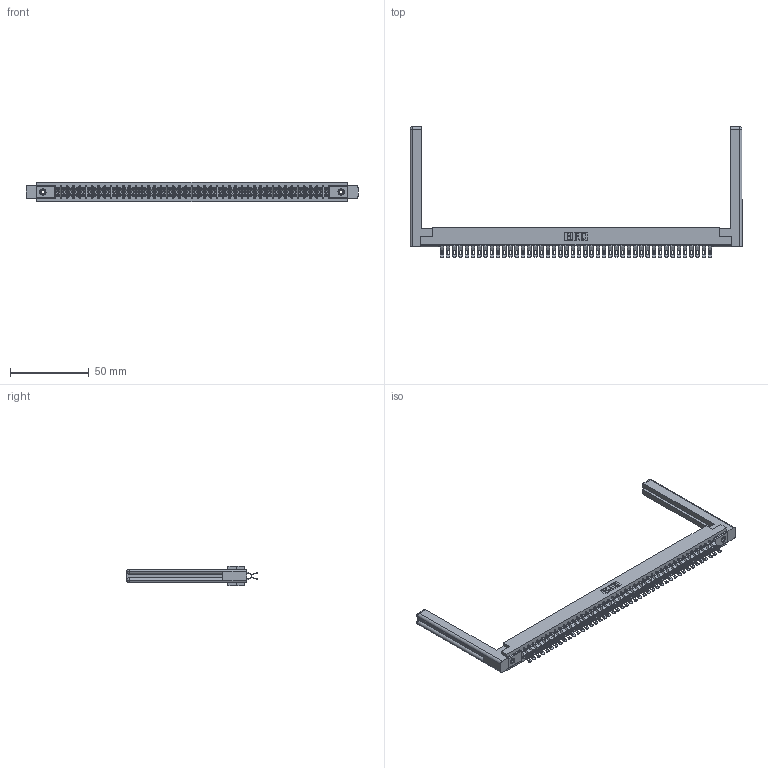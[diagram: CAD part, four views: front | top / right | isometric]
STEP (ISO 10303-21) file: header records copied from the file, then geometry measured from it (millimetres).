
FILE_DESCRIPTION (( 'STEP AP203' ), '1' );
FILE_NAME ('357-088-455-258.STEP', '2020-10-04T04:25:30', ( '' ), ( '' ), 'SwSTEP 2.0', 'SolidWorks 2020', '' );
FILE_SCHEMA (( 'CONFIG_CONTROL_DESIGN' ));
Length unit declared in the file: inch
Products named in the file (5): 307-290-001_555; 345-250-001_345-250-001-102; 307-220-058; 357-088-455-258; 307 Part_.156 Dia Mounting Holes
Assembly tree (93 placements, depth 2):
  357-088-455-258
    307 Part_.156 Dia Mounting Holes
    307-290-001_555  x88
    307-220-058  x2
    345-250-001_345-250-001-102  x2
Bounding box: 210.97 x 83.06 x 12.7 mm (x, y, z)
Volume: 29840.2 mm3; surface area: 34177 mm2
Topology: 93 solids, 93 shells, 5673 faces, 16605 edges, 10818 vertices
Faces by surface type: plane 3146, cylinder 2413, sphere 90, torus 12, cone 12
Entity records: 42052 total; most frequent: CARTESIAN_POINT 6903, ORIENTED_EDGE 6786, DIRECTION 6725, EDGE_CURVE 3393, LINE 2589, VECTOR 2589, VERTEX_POINT 2192, AXIS2_PLACEMENT_3D 2068
